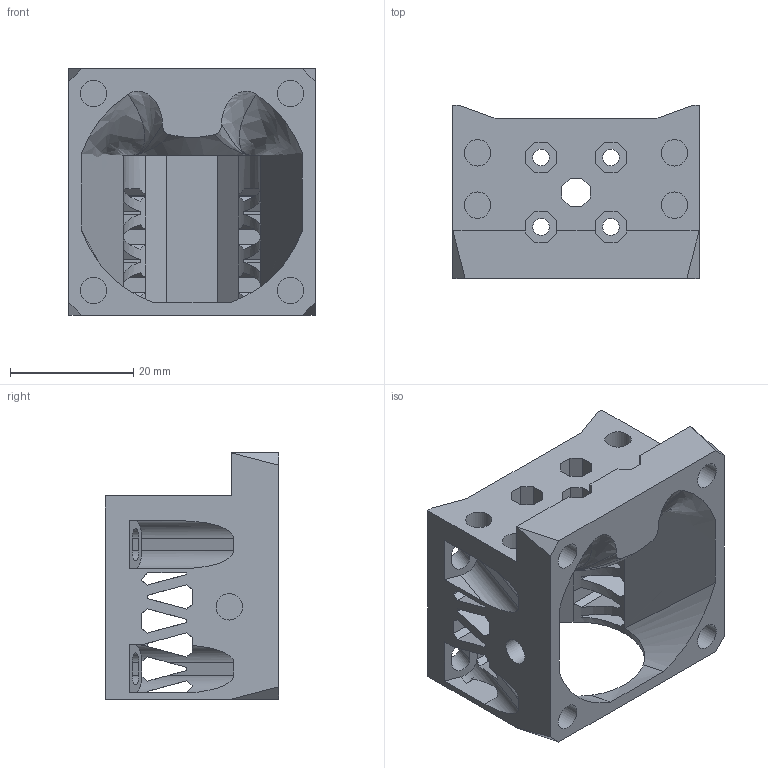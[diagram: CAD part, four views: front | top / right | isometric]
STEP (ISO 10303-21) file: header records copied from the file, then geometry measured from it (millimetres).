
FILE_DESCRIPTION(/* description */ (''),/* implementation_level */ '2;1');
FILE_NAME(/* name */ 'Extrude _6__id5685_x_b.stp',/* time_stamp */ '2025-11-19T23:07:54+02:00',/* author */ (''),/* organization */ (''),/* preprocessor_version */ 'ST-DEVELOPER v20',/* originating_system */ 'SIEMENS PLM Software NX2412.8300',/* authorisation */ '');
FILE_SCHEMA (('AUTOMOTIVE_DESIGN { 1 0 10303 214 3 1 1 1 }'));
Length unit declared in the file: millimetre
Products named in the file (1): Extrude _6__id5685_x_b
Bounding box: 40 x 28.13 x 40 mm (x, y, z)
Volume: 17159.7 mm3; surface area: 11451.9 mm2
Topology: 1 solids, 1 shells, 324 faces, 934 edges, 620 vertices
Faces by surface type: plane 262, cylinder 31, extrusion 21, bspline 9, cone 1
Full cylindrical faces by diameter (mm): 4.3 x10
Entity records: 12158 total; most frequent: CARTESIAN_POINT 3699, ORIENTED_EDGE 1842, DIRECTION 1561, EDGE_CURVE 921, VECTOR 683, LINE 662, VERTEX_POINT 620, AXIS2_PLACEMENT_3D 439
